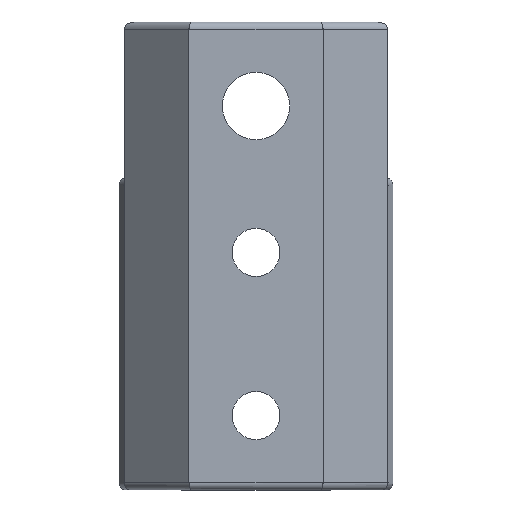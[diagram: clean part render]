
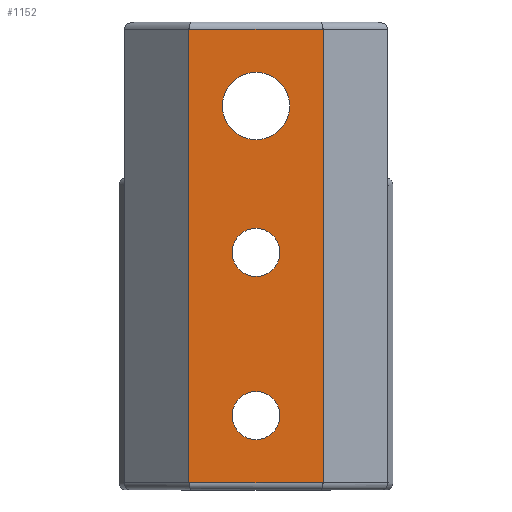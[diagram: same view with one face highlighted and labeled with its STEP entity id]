
A CAD part, front view. The second image highlights one B-rep face of the part: STEP entity #1152.
In plain terms, the highlighted face is planar.
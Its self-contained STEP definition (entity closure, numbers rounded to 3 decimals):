
#23=FACE_BOUND('',#445,.T.);
#24=FACE_BOUND('',#446,.T.);
#25=FACE_BOUND('',#447,.T.);
#83=PLANE('',#1293);
#152=LINE('',#1994,#245);
#167=LINE('',#2045,#260);
#169=LINE('',#2049,#262);
#170=LINE('',#2050,#263);
#245=VECTOR('',#1555,10.);
#260=VECTOR('',#1620,950.);
#262=VECTOR('',#1624,10.);
#263=VECTOR('',#1625,10.);
#370=FACE_OUTER_BOUND('',#444,.T.);
#444=EDGE_LOOP('',(#1016,#1017,#1018,#1019));
#445=EDGE_LOOP('',(#1020));
#446=EDGE_LOOP('',(#1021));
#447=EDGE_LOOP('',(#1022));
#498=CIRCLE('',#1248,1.4);
#499=CIRCLE('',#1294,1.);
#500=CIRCLE('',#1295,1.);
#563=VERTEX_POINT('',#1952);
#573=VERTEX_POINT('',#1992);
#574=VERTEX_POINT('',#1993);
#585=VERTEX_POINT('',#2044);
#586=VERTEX_POINT('',#2048);
#587=VERTEX_POINT('',#2051);
#588=VERTEX_POINT('',#2053);
#689=EDGE_CURVE('',#563,#563,#498,.F.);
#708=EDGE_CURVE('',#573,#574,#152,.T.);
#734=EDGE_CURVE('',#585,#574,#167,.T.);
#736=EDGE_CURVE('',#573,#586,#169,.T.);
#737=EDGE_CURVE('',#585,#586,#170,.T.);
#738=EDGE_CURVE('',#587,#587,#499,.T.);
#739=EDGE_CURVE('',#588,#588,#500,.T.);
#1016=ORIENTED_EDGE('',*,*,#708,.F.);
#1017=ORIENTED_EDGE('',*,*,#736,.T.);
#1018=ORIENTED_EDGE('',*,*,#737,.F.);
#1019=ORIENTED_EDGE('',*,*,#734,.T.);
#1020=ORIENTED_EDGE('',*,*,#738,.T.);
#1021=ORIENTED_EDGE('',*,*,#739,.T.);
#1022=ORIENTED_EDGE('',*,*,#689,.T.);
#1152=ADVANCED_FACE('',(#370,#23,#24,#25),#83,.F.);
#1248=AXIS2_PLACEMENT_3D('',#1954,#1506,#1507);
#1293=AXIS2_PLACEMENT_3D('',#2047,#1622,#1623);
#1294=AXIS2_PLACEMENT_3D('',#2052,#1626,#1627);
#1295=AXIS2_PLACEMENT_3D('',#2054,#1628,#1629);
#1506=DIRECTION('center_axis',(0.,0.,
-1.));
#1507=DIRECTION('ref_axis',(1.,0.,0.));
#1555=DIRECTION('',(-1.,0.,0.));
#1620=DIRECTION('',(0.,1.,0.));
#1622=DIRECTION('center_axis',(0.,0.,
1.));
#1623=DIRECTION('ref_axis',(0.,-1.,0.));
#1624=DIRECTION('',(0.,-1.,0.));
#1625=DIRECTION('',(1.,0.,0.));
#1626=DIRECTION('center_axis',(0.,0.,
1.));
#1627=DIRECTION('ref_axis',(1.,0.,0.));
#1628=DIRECTION('center_axis',(0.,0.,
1.));
#1629=DIRECTION('ref_axis',(1.,0.,0.));
#1952=CARTESIAN_POINT('',(8.626,3.,14.1));
#1954=CARTESIAN_POINT('Origin',(10.026,3.,14.1));
#1992=CARTESIAN_POINT('',(12.818,18.7,14.1));
#1993=CARTESIAN_POINT('',(7.234,18.7,14.1));
#1994=CARTESIAN_POINT('',(8.63,18.7,14.1));
#2044=CARTESIAN_POINT('',(7.234,-0.2,14.1));
#2045=CARTESIAN_POINT('',(7.234,-332.5,14.1));
#2047=CARTESIAN_POINT('Origin',(7.234,-332.5,14.1));
#2048=CARTESIAN_POINT('',(12.818,-0.2,14.1));
#2049=CARTESIAN_POINT('',(12.818,6.,14.1));
#2050=CARTESIAN_POINT('',(8.63,-0.2,14.1));
#2051=CARTESIAN_POINT('',(9.026,9.1,14.1));
#2052=CARTESIAN_POINT('Origin',(10.026,9.1,14.1));
#2053=CARTESIAN_POINT('',(9.026,15.9,14.1));
#2054=CARTESIAN_POINT('Origin',(10.026,15.9,14.1));
